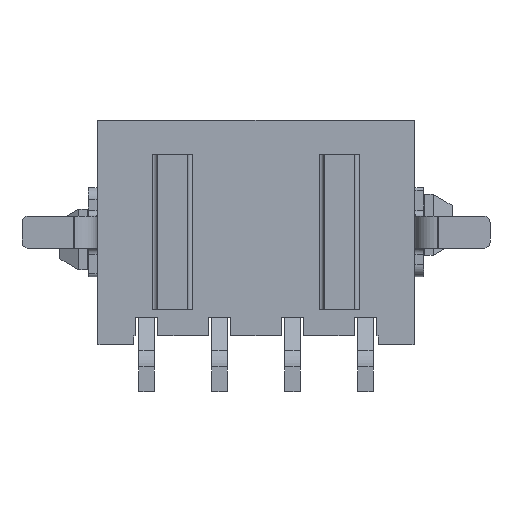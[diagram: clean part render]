
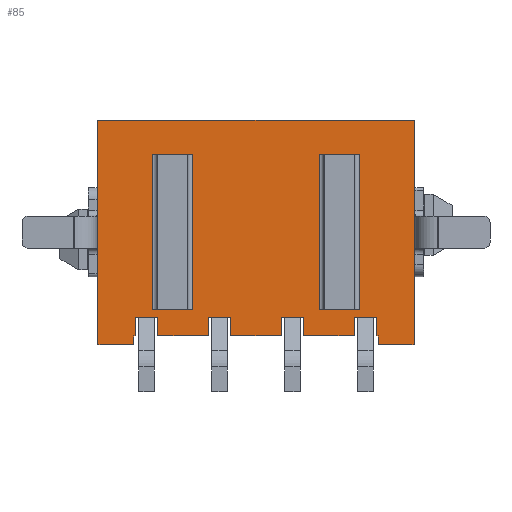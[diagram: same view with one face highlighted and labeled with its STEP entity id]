
A CAD part, front view. The second image highlights one B-rep face of the part: STEP entity #85.
In plain terms, the highlighted planar face has unit normal (0, -1, 0).
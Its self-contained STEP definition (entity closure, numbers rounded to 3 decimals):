
#85=ADVANCED_FACE('',(#383,#384,#385),#386,.T.);
#383=FACE_OUTER_BOUND('',#971,.T.);
#384=FACE_BOUND('',#972,.T.);
#385=FACE_BOUND('',#973,.T.);
#386=PLANE('',#974);
#971=EDGE_LOOP('',(#1624,#1625,#1626,#1627,#1628,#1629,#1630,#1631,#1632,#1633,#1634,#1635,#1636,#1637,#1638,#1639,#1640,#1641,#1642,#1643,#1644,#1645,#1646,#1647));
#972=EDGE_LOOP('',(#1648,#1649,#1650,#1651));
#973=EDGE_LOOP('',(#1652,#1653,#1654,#1655));
#974=AXIS2_PLACEMENT_3D('',#1656,#1657,#1658);
#1624=ORIENTED_EDGE('',*,*,#4004,.T.);
#1625=ORIENTED_EDGE('',*,*,#4005,.T.);
#1626=ORIENTED_EDGE('',*,*,#4006,.T.);
#1627=ORIENTED_EDGE('',*,*,#4007,.T.);
#1628=ORIENTED_EDGE('',*,*,#4008,.T.);
#1629=ORIENTED_EDGE('',*,*,#4009,.T.);
#1630=ORIENTED_EDGE('',*,*,#4010,.T.);
#1631=ORIENTED_EDGE('',*,*,#4011,.T.);
#1632=ORIENTED_EDGE('',*,*,#4012,.T.);
#1633=ORIENTED_EDGE('',*,*,#4013,.T.);
#1634=ORIENTED_EDGE('',*,*,#4014,.T.);
#1635=ORIENTED_EDGE('',*,*,#4015,.T.);
#1636=ORIENTED_EDGE('',*,*,#4016,.T.);
#1637=ORIENTED_EDGE('',*,*,#4017,.T.);
#1638=ORIENTED_EDGE('',*,*,#4018,.T.);
#1639=ORIENTED_EDGE('',*,*,#4019,.F.);
#1640=ORIENTED_EDGE('',*,*,#4020,.T.);
#1641=ORIENTED_EDGE('',*,*,#4021,.F.);
#1642=ORIENTED_EDGE('',*,*,#4022,.F.);
#1643=ORIENTED_EDGE('',*,*,#3995,.T.);
#1644=ORIENTED_EDGE('',*,*,#4023,.T.);
#1645=ORIENTED_EDGE('',*,*,#4024,.T.);
#1646=ORIENTED_EDGE('',*,*,#4025,.T.);
#1647=ORIENTED_EDGE('',*,*,#4026,.T.);
#1648=ORIENTED_EDGE('',*,*,#4027,.T.);
#1649=ORIENTED_EDGE('',*,*,#4028,.F.);
#1650=ORIENTED_EDGE('',*,*,#4029,.T.);
#1651=ORIENTED_EDGE('',*,*,#4030,.F.);
#1652=ORIENTED_EDGE('',*,*,#4031,.T.);
#1653=ORIENTED_EDGE('',*,*,#4032,.F.);
#1654=ORIENTED_EDGE('',*,*,#4033,.T.);
#1655=ORIENTED_EDGE('',*,*,#4034,.F.);
#1656=CARTESIAN_POINT('',(-6.5,-1.93,0.0));
#1657=DIRECTION('',(0.0,-1.0,0.0));
#1658=DIRECTION('',(0.0,0.0,-1.0));
#3995=EDGE_CURVE('',#4805,#4817,#4819,.T.);
#4004=EDGE_CURVE('',#4836,#4837,#4838,.T.);
#4005=EDGE_CURVE('',#4837,#4839,#4840,.T.);
#4006=EDGE_CURVE('',#4839,#4841,#4842,.T.);
#4007=EDGE_CURVE('',#4841,#4843,#4844,.T.);
#4008=EDGE_CURVE('',#4843,#4845,#4846,.T.);
#4009=EDGE_CURVE('',#4845,#4847,#4848,.T.);
#4010=EDGE_CURVE('',#4847,#4849,#4850,.T.);
#4011=EDGE_CURVE('',#4849,#4851,#4852,.T.);
#4012=EDGE_CURVE('',#4851,#4853,#4854,.T.);
#4013=EDGE_CURVE('',#4853,#4855,#4856,.T.);
#4014=EDGE_CURVE('',#4855,#4857,#4858,.T.);
#4015=EDGE_CURVE('',#4857,#4859,#4860,.T.);
#4016=EDGE_CURVE('',#4859,#4861,#4862,.T.);
#4017=EDGE_CURVE('',#4861,#4863,#4864,.T.);
#4018=EDGE_CURVE('',#4863,#4865,#4866,.T.);
#4019=EDGE_CURVE('',#4867,#4865,#4868,.T.);
#4020=EDGE_CURVE('',#4867,#4869,#4870,.T.);
#4021=EDGE_CURVE('',#4871,#4869,#4872,.T.);
#4022=EDGE_CURVE('',#4805,#4871,#4873,.T.);
#4023=EDGE_CURVE('',#4817,#4874,#4875,.T.);
#4024=EDGE_CURVE('',#4874,#4876,#4877,.T.);
#4025=EDGE_CURVE('',#4876,#4878,#4879,.T.);
#4026=EDGE_CURVE('',#4878,#4836,#4880,.T.);
#4027=EDGE_CURVE('',#4881,#4882,#4883,.T.);
#4028=EDGE_CURVE('',#4884,#4882,#4885,.T.);
#4029=EDGE_CURVE('',#4884,#4886,#4887,.T.);
#4030=EDGE_CURVE('',#4881,#4886,#4888,.T.);
#4031=EDGE_CURVE('',#4889,#4890,#4891,.T.);
#4032=EDGE_CURVE('',#4892,#4890,#4893,.T.);
#4033=EDGE_CURVE('',#4892,#4894,#4895,.T.);
#4034=EDGE_CURVE('',#4889,#4894,#4896,.T.);
#4805=VERTEX_POINT('',#6139);
#4817=VERTEX_POINT('',#6157);
#4819=LINE('',#6160,#6161);
#4836=VERTEX_POINT('',#6182);
#4837=VERTEX_POINT('',#6183);
#4838=LINE('',#6184,#6185);
#4839=VERTEX_POINT('',#6186);
#4840=LINE('',#6187,#6188);
#4841=VERTEX_POINT('',#6189);
#4842=LINE('',#6190,#6191);
#4843=VERTEX_POINT('',#6192);
#4844=LINE('',#6193,#6194);
#4845=VERTEX_POINT('',#6195);
#4846=LINE('',#6196,#6197);
#4847=VERTEX_POINT('',#6198);
#4848=LINE('',#6199,#6200);
#4849=VERTEX_POINT('',#6201);
#4850=LINE('',#6202,#6203);
#4851=VERTEX_POINT('',#6204);
#4852=LINE('',#6205,#6206);
#4853=VERTEX_POINT('',#6207);
#4854=LINE('',#6208,#6209);
#4855=VERTEX_POINT('',#6210);
#4856=LINE('',#6211,#6212);
#4857=VERTEX_POINT('',#6213);
#4858=LINE('',#6214,#6215);
#4859=VERTEX_POINT('',#6216);
#4860=LINE('',#6217,#6218);
#4861=VERTEX_POINT('',#6219);
#4862=LINE('',#6220,#6221);
#4863=VERTEX_POINT('',#6222);
#4864=LINE('',#6223,#6224);
#4865=VERTEX_POINT('',#6225);
#4866=LINE('',#6226,#6227);
#4867=VERTEX_POINT('',#6228);
#4868=LINE('',#6229,#6230);
#4869=VERTEX_POINT('',#6231);
#4870=LINE('',#6232,#6233);
#4871=VERTEX_POINT('',#6234);
#4872=LINE('',#6235,#6236);
#4873=LINE('',#6237,#6238);
#4874=VERTEX_POINT('',#6239);
#4875=LINE('',#6240,#6241);
#4876=VERTEX_POINT('',#6242);
#4877=LINE('',#6243,#6244);
#4878=VERTEX_POINT('',#6245);
#4879=LINE('',#6246,#6247);
#4880=LINE('',#6248,#6249);
#4881=VERTEX_POINT('',#6250);
#4882=VERTEX_POINT('',#6251);
#4883=LINE('',#6252,#6253);
#4884=VERTEX_POINT('',#6254);
#4885=LINE('',#6255,#6256);
#4886=VERTEX_POINT('',#6257);
#4887=LINE('',#6258,#6259);
#4888=LINE('',#6260,#6261);
#4889=VERTEX_POINT('',#6262);
#4890=VERTEX_POINT('',#6263);
#4891=LINE('',#6264,#6265);
#4892=VERTEX_POINT('',#6266);
#4893=LINE('',#6267,#6268);
#4894=VERTEX_POINT('',#6269);
#4895=LINE('',#6270,#6271);
#4896=LINE('',#6272,#6273);
#6139=CARTESIAN_POINT('',(-6.5,-1.93,0.0));
#6157=CARTESIAN_POINT('',(-6.5,-1.93,-9.24));
#6160=CARTESIAN_POINT('',(-6.5,-1.93,0.0));
#6161=VECTOR('',#8115,9.24);
#6182=CARTESIAN_POINT('',(-4.965,-1.93,-8.11));
#6183=CARTESIAN_POINT('',(-4.035,-1.93,-8.11));
#6184=CARTESIAN_POINT('',(-4.965,-1.93,-8.11));
#6185=VECTOR('',#8132,0.93);
#6186=CARTESIAN_POINT('',(-4.035,-1.93,-8.87));
#6187=CARTESIAN_POINT('',(-4.035,-1.93,-8.11));
#6188=VECTOR('',#8133,0.76);
#6189=CARTESIAN_POINT('',(-1.965,-1.93,-8.87));
#6190=CARTESIAN_POINT('',(-4.035,-1.93,-8.87));
#6191=VECTOR('',#8134,2.07);
#6192=CARTESIAN_POINT('',(-1.965,-1.93,-8.11));
#6193=CARTESIAN_POINT('',(-1.965,-1.93,-8.87));
#6194=VECTOR('',#8135,0.76);
#6195=CARTESIAN_POINT('',(-1.035,-1.93,-8.11));
#6196=CARTESIAN_POINT('',(-1.965,-1.93,-8.11));
#6197=VECTOR('',#8136,0.93);
#6198=CARTESIAN_POINT('',(-1.035,-1.93,-8.87));
#6199=CARTESIAN_POINT('',(-1.035,-1.93,-8.11));
#6200=VECTOR('',#8137,0.76);
#6201=CARTESIAN_POINT('',(1.035,-1.93,-8.87));
#6202=CARTESIAN_POINT('',(-1.035,-1.93,-8.87));
#6203=VECTOR('',#8138,2.07);
#6204=CARTESIAN_POINT('',(1.035,-1.93,-8.11));
#6205=CARTESIAN_POINT('',(1.035,-1.93,-8.87));
#6206=VECTOR('',#8139,0.76);
#6207=CARTESIAN_POINT('',(1.965,-1.93,-8.11));
#6208=CARTESIAN_POINT('',(1.035,-1.93,-8.11));
#6209=VECTOR('',#8140,0.93);
#6210=CARTESIAN_POINT('',(1.965,-1.93,-8.87));
#6211=CARTESIAN_POINT('',(1.965,-1.93,-8.11));
#6212=VECTOR('',#8141,0.76);
#6213=CARTESIAN_POINT('',(4.035,-1.93,-8.87));
#6214=CARTESIAN_POINT('',(1.965,-1.93,-8.87));
#6215=VECTOR('',#8142,2.07);
#6216=CARTESIAN_POINT('',(4.035,-1.93,-8.11));
#6217=CARTESIAN_POINT('',(4.035,-1.93,-8.87));
#6218=VECTOR('',#8143,0.76);
#6219=CARTESIAN_POINT('',(4.965,-1.93,-8.11));
#6220=CARTESIAN_POINT('',(4.035,-1.93,-8.11));
#6221=VECTOR('',#8144,0.93);
#6222=CARTESIAN_POINT('',(4.965,-1.93,-8.87));
#6223=CARTESIAN_POINT('',(4.965,-1.93,-8.11));
#6224=VECTOR('',#8145,0.76);
#6225=CARTESIAN_POINT('',(5.035,-1.93,-8.87));
#6226=CARTESIAN_POINT('',(4.965,-1.93,-8.87));
#6227=VECTOR('',#8146,0.07);
#6228=CARTESIAN_POINT('',(5.035,-1.93,-9.24));
#6229=CARTESIAN_POINT('',(5.035,-1.93,-9.24));
#6230=VECTOR('',#8147,0.37);
#6231=CARTESIAN_POINT('',(6.5,-1.93,-9.24));
#6232=CARTESIAN_POINT('',(5.035,-1.93,-9.24));
#6233=VECTOR('',#8148,1.465);
#6234=CARTESIAN_POINT('',(6.5,-1.93,0.0));
#6235=CARTESIAN_POINT('',(6.5,-1.93,0.0));
#6236=VECTOR('',#8149,9.24);
#6237=CARTESIAN_POINT('',(-6.5,-1.93,0.0));
#6238=VECTOR('',#8150,13.0);
#6239=CARTESIAN_POINT('',(-5.035,-1.93,-9.24));
#6240=CARTESIAN_POINT('',(-6.5,-1.93,-9.24));
#6241=VECTOR('',#8151,1.465);
#6242=CARTESIAN_POINT('',(-5.035,-1.93,-8.87));
#6243=CARTESIAN_POINT('',(-5.035,-1.93,-9.24));
#6244=VECTOR('',#8152,0.37);
#6245=CARTESIAN_POINT('',(-4.965,-1.93,-8.87));
#6246=CARTESIAN_POINT('',(-5.035,-1.93,-8.87));
#6247=VECTOR('',#8153,0.07);
#6248=CARTESIAN_POINT('',(-4.965,-1.93,-8.87));
#6249=VECTOR('',#8154,0.76);
#6250=CARTESIAN_POINT('',(-4.25,-1.93,-1.4));
#6251=CARTESIAN_POINT('',(-2.6,-1.93,-1.4));
#6252=CARTESIAN_POINT('',(-4.25,-1.93,-1.4));
#6253=VECTOR('',#8155,1.65);
#6254=CARTESIAN_POINT('',(-2.6,-1.93,-7.8));
#6255=CARTESIAN_POINT('',(-2.6,-1.93,-7.8));
#6256=VECTOR('',#8156,6.4);
#6257=CARTESIAN_POINT('',(-4.25,-1.93,-7.8));
#6258=CARTESIAN_POINT('',(-2.6,-1.93,-7.8));
#6259=VECTOR('',#8157,1.65);
#6260=CARTESIAN_POINT('',(-4.25,-1.93,-1.4));
#6261=VECTOR('',#8158,6.4);
#6262=CARTESIAN_POINT('',(2.6,-1.93,-1.4));
#6263=CARTESIAN_POINT('',(4.25,-1.93,-1.4));
#6264=CARTESIAN_POINT('',(2.6,-1.93,-1.4));
#6265=VECTOR('',#8159,1.65);
#6266=CARTESIAN_POINT('',(4.25,-1.93,-7.8));
#6267=CARTESIAN_POINT('',(4.25,-1.93,-7.8));
#6268=VECTOR('',#8160,6.4);
#6269=CARTESIAN_POINT('',(2.6,-1.93,-7.8));
#6270=CARTESIAN_POINT('',(4.25,-1.93,-7.8));
#6271=VECTOR('',#8161,1.65);
#6272=CARTESIAN_POINT('',(2.6,-1.93,-1.4));
#6273=VECTOR('',#8162,6.4);
#8115=DIRECTION('',(0.0,0.0,-1.0));
#8132=DIRECTION('',(1.0,0.0,0.0));
#8133=DIRECTION('',(0.0,0.0,-1.0));
#8134=DIRECTION('',(1.0,0.0,0.0));
#8135=DIRECTION('',(0.0,0.0,1.0));
#8136=DIRECTION('',(1.0,0.0,0.0));
#8137=DIRECTION('',(0.0,0.0,-1.0));
#8138=DIRECTION('',(1.0,0.0,0.0));
#8139=DIRECTION('',(0.0,0.0,1.0));
#8140=DIRECTION('',(1.0,0.0,0.0));
#8141=DIRECTION('',(0.0,0.0,-1.0));
#8142=DIRECTION('',(1.0,0.0,0.0));
#8143=DIRECTION('',(0.0,0.0,1.0));
#8144=DIRECTION('',(1.0,0.0,0.0));
#8145=DIRECTION('',(0.0,0.0,-1.0));
#8146=DIRECTION('',(1.0,0.0,0.0));
#8147=DIRECTION('',(0.0,0.0,1.0));
#8148=DIRECTION('',(1.0,0.0,0.0));
#8149=DIRECTION('',(0.0,0.0,-1.0));
#8150=DIRECTION('',(1.0,0.0,0.0));
#8151=DIRECTION('',(1.0,0.0,0.0));
#8152=DIRECTION('',(0.0,0.0,1.0));
#8153=DIRECTION('',(1.0,0.0,0.0));
#8154=DIRECTION('',(0.0,0.0,1.0));
#8155=DIRECTION('',(1.0,0.0,0.0));
#8156=DIRECTION('',(0.0,0.0,1.0));
#8157=DIRECTION('',(-1.0,0.0,0.0));
#8158=DIRECTION('',(0.0,0.0,-1.0));
#8159=DIRECTION('',(1.0,0.0,0.0));
#8160=DIRECTION('',(0.0,0.0,1.0));
#8161=DIRECTION('',(-1.0,0.0,0.0));
#8162=DIRECTION('',(0.0,0.0,-1.0));
